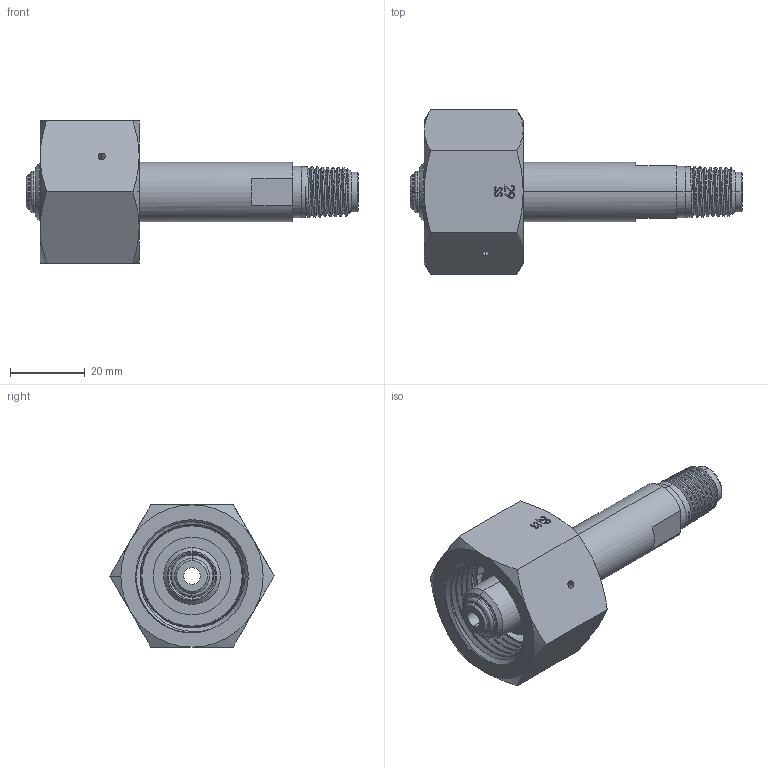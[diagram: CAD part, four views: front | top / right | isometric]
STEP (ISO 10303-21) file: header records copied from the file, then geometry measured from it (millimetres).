
FILE_DESCRIPTION (( 'STEP AP203' ), '1' );
FILE_NAME ('INL-NEVOC29SS-4M-56V.STEP', '2025-09-17T17:00:26', ( '' ), ( '' ), 'SwSTEP 2.0', 'SolidWorks 2018', '' );
FILE_SCHEMA (( 'CONFIG_CONTROL_DESIGN' ));
Length unit declared in the file: inch
Products named in the file (5): PRT-005024_SS; INL-NEVOC29SS-4M-56V; PRT-000113; ASY-003618_SS; PRT-005025_SS
Assembly tree (4 placements, depth 3):
  INL-NEVOC29SS-4M-56V
    ASY-003618_SS
      PRT-005025_SS
      PRT-000113
    PRT-005024_SS
Bounding box: 88.9 x 43.99 x 38.1 mm (x, y, z)
Volume: 35791.3 mm3; surface area: 15472 mm2
Topology: 3 solids, 3 shells, 192 faces, 584 edges, 406 vertices
Faces by surface type: bspline 55, cone 54, plane 39, cylinder 34, torus 10
Entity records: 18288 total; most frequent: CARTESIAN_POINT 13123, ORIENTED_EDGE 1168, DIRECTION 676, EDGE_CURVE 584, VERTEX_POINT 406, B_SPLINE_CURVE_WITH_KNOTS 303, AXIS2_PLACEMENT_3D 250, EDGE_LOOP 208
